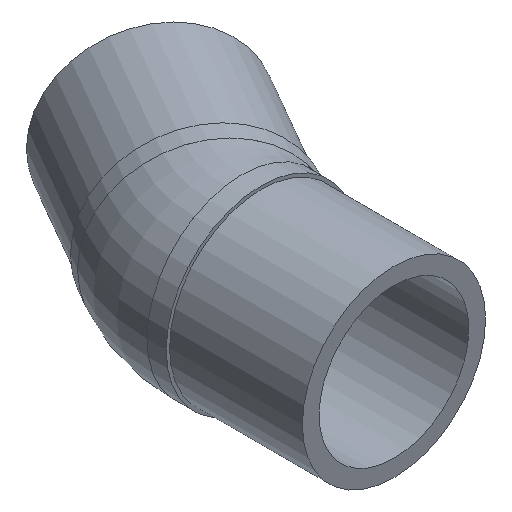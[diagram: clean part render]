
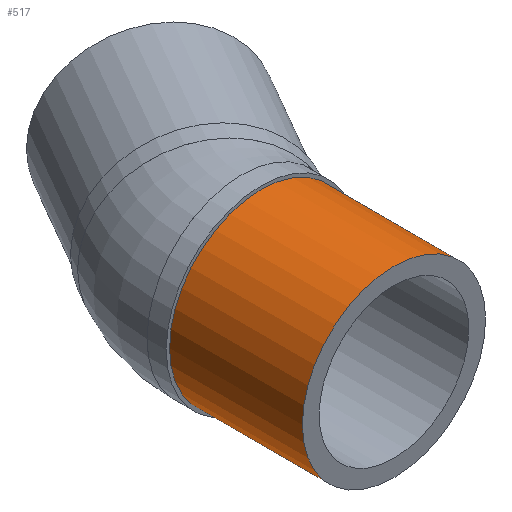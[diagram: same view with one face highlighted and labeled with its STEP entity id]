
A CAD part, isometric view. The second image highlights one B-rep face of the part: STEP entity #517.
In plain terms, the highlighted cylindrical face has radius 80 mm (diameter 160 mm), a full revolution.
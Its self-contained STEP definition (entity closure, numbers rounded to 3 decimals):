
#476=CARTESIAN_POINT('',(80.,-39.,0.));
#477=VERTEX_POINT('',#476);
#478=CARTESIAN_POINT('',(0.,-39.,0.));
#479=DIRECTION('',(0.,-1.,0.));
#480=DIRECTION('',(1.,0.,0.));
#481=AXIS2_PLACEMENT_3D('',#478,#479,#480);
#482=CIRCLE('',#481,80.);
#483=EDGE_CURVE('',#477,#477,#482,.T.);
#493=CARTESIAN_POINT('',(80.,-155.,0.));
#494=VERTEX_POINT('',#493);
#495=CARTESIAN_POINT('',(0.,-155.,0.));
#496=DIRECTION('',(0.,-1.,0.));
#497=DIRECTION('',(1.,0.,0.));
#498=AXIS2_PLACEMENT_3D('',#495,#496,#497);
#499=CIRCLE('',#498,80.);
#500=EDGE_CURVE('',#494,#494,#499,.T.);
#501=ORIENTED_EDGE('',*,*,#500,.F.);
#502=CARTESIAN_POINT('',(80.,-97.,0.));
#503=DIRECTION('',(0.,-1.,0.));
#504=VECTOR('',#503,80.);
#505=LINE('',#502,#504);
#506=EDGE_CURVE('',#477,#494,#505,.T.);
#507=ORIENTED_EDGE('',*,*,#506,.F.);
#508=ORIENTED_EDGE('',*,*,#483,.T.);
#509=ORIENTED_EDGE('',*,*,#506,.T.);
#510=EDGE_LOOP('',(#501,#507,#508,#509));
#511=FACE_OUTER_BOUND('',#510,.T.);
#512=CARTESIAN_POINT('',(0.,-97.,0.));
#513=DIRECTION('',(0.,-1.,0.));
#514=DIRECTION('',(1.,0.,0.));
#515=AXIS2_PLACEMENT_3D('',#512,#513,#514);
#516=CYLINDRICAL_SURFACE('',#515,80.);
#517=ADVANCED_FACE('',(#511),#516,.T.);
